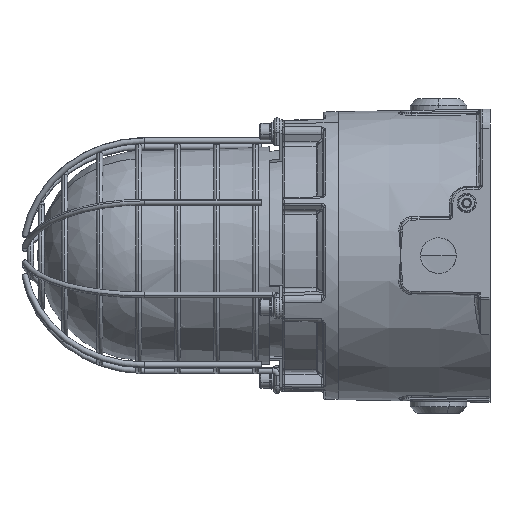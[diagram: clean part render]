
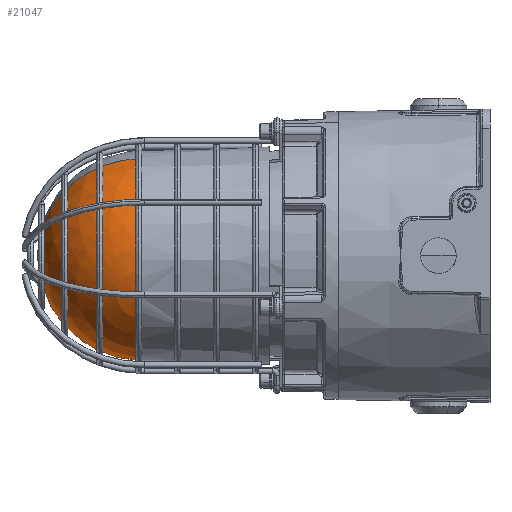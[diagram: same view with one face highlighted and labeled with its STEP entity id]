
A CAD part, left-side view. The second image highlights one B-rep face of the part: STEP entity #21047.
In plain terms, the highlighted spherical face has radius 54 mm.
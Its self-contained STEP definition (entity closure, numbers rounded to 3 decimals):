
#1063 = DIRECTION ( 'NONE',  ( 0.382, 0., -0.924 ) ) ;
#1880 = VERTEX_POINT ( 'NONE', #26262 ) ;
#3513 = DIRECTION ( 'NONE',  ( -0.382, 0., 0.924 ) ) ;
#8440 = DIRECTION ( 'NONE',  ( -0.924, 0., -0.382 ) ) ;
#8682 = AXIS2_PLACEMENT_3D ( 'NONE', #54705, #38696, #9321 ) ;
#9321 = DIRECTION ( 'NONE',  ( 0.924, 0., 0.382 ) ) ;
#13897 = VERTEX_POINT ( 'NONE', #18161 ) ;
#17492 = CARTESIAN_POINT ( 'NONE',  ( 0., 232.541, 0. ) ) ;
#18161 = CARTESIAN_POINT ( 'NONE',  ( 20.634, 180.172, -49.875 ) ) ;
#19957 = EDGE_CURVE ( 'NONE', #31926, #13897, #35895, .T. ) ;
#19985 = EDGE_CURVE ( 'NONE', #27029, #1880, #58889, .T. ) ;
#21047 = ADVANCED_FACE ( 'NONE', ( #49478 ), #30878, .T. ) ;
#24392 = DIRECTION ( 'NONE',  ( 0.924, 0., 0.382 ) ) ;
#26262 = CARTESIAN_POINT ( 'NONE',  ( -49.875, 180.172, -20.634 ) ) ;
#27029 = VERTEX_POINT ( 'NONE', #49454 ) ;
#27918 = EDGE_CURVE ( 'NONE', #1880, #13897, #63930, .T. ) ;
#28353 = AXIS2_PLACEMENT_3D ( 'NONE', #34042, #60485, #1063 ) ;
#30304 = DIRECTION ( 'NONE',  ( 0., -1., 0. ) ) ;
#30878 = SPHERICAL_SURFACE ( 'NONE', #42348, 54. ) ;
#31926 = VERTEX_POINT ( 'NONE', #17492 ) ;
#33380 = ORIENTED_EDGE ( 'NONE', *, *, #27918, .F. ) ;
#34042 = CARTESIAN_POINT ( 'NONE',  ( 0., 178.541, 0. ) ) ;
#35570 = EDGE_LOOP ( 'NONE', ( #36227, #53375, #33380, #43958 ) ) ;
#35895 = CIRCLE ( 'NONE', #63030, 54. ) ;
#36227 = ORIENTED_EDGE ( 'NONE', *, *, #51807, .F. ) ;
#38696 = DIRECTION ( 'NONE',  ( 0., -1., 0. ) ) ;
#42348 = AXIS2_PLACEMENT_3D ( 'NONE', #46194, #60532, #52067 ) ;
#43370 = CARTESIAN_POINT ( 'NONE',  ( 0., 178.541, 0. ) ) ;
#43958 = ORIENTED_EDGE ( 'NONE', *, *, #19985, .F. ) ;
#46194 = CARTESIAN_POINT ( 'NONE',  ( 0., 178.541, 0. ) ) ;
#49454 = CARTESIAN_POINT ( 'NONE',  ( -20.634, 180.172, 49.875 ) ) ;
#49478 = FACE_OUTER_BOUND ( 'NONE', #35570, .T. ) ;
#51807 = EDGE_CURVE ( 'NONE', #31926, #27029, #55384, .T. ) ;
#52067 = DIRECTION ( 'NONE',  ( -0.382, 0., 0.924 ) ) ;
#52605 = AXIS2_PLACEMENT_3D ( 'NONE', #59964, #30304, #24392 ) ;
#53375 = ORIENTED_EDGE ( 'NONE', *, *, #19957, .T. ) ;
#54705 = CARTESIAN_POINT ( 'NONE',  ( 0., 180.172, 0. ) ) ;
#55384 = CIRCLE ( 'NONE', #28353, 54. ) ;
#58889 = CIRCLE ( 'NONE', #52605, 53.975 ) ;
#59964 = CARTESIAN_POINT ( 'NONE',  ( 0., 180.172, 0. ) ) ;
#60485 = DIRECTION ( 'NONE',  ( 0.924, 0., 0.382 ) ) ;
#60532 = DIRECTION ( 'NONE',  ( -0.924, 0., -0.382 ) ) ;
#63030 = AXIS2_PLACEMENT_3D ( 'NONE', #43370, #8440, #3513 ) ;
#63930 = CIRCLE ( 'NONE', #8682, 53.975 ) ;
